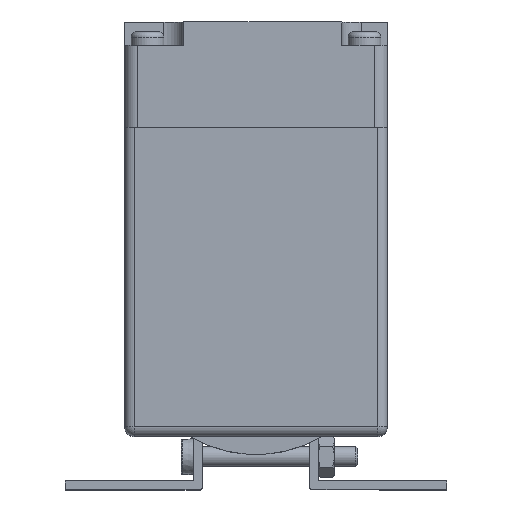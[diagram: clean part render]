
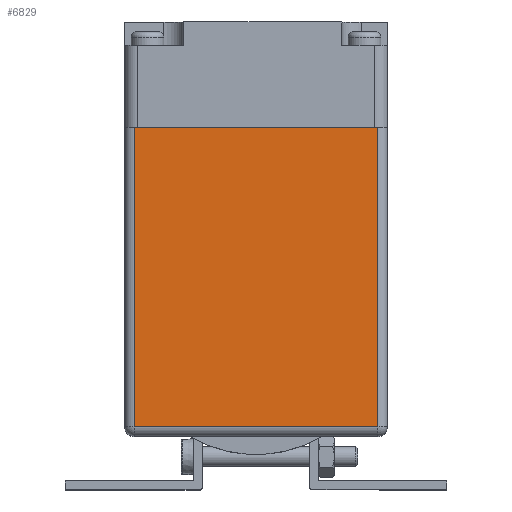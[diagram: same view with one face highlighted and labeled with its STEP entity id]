
A CAD part, top view. The second image highlights one B-rep face of the part: STEP entity #6829.
In plain terms, the highlighted planar face has unit normal (0, 0, 1).
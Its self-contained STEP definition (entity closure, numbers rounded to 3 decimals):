
#487=PLANE('',#7383);
#769=FACE_OUTER_BOUND('',#1217,.T.);
#1217=EDGE_LOOP('',(#5268,#5269,#5270,#5271));
#1714=LINE('',#10456,#2273);
#1716=LINE('',#10459,#2275);
#1719=LINE('',#10466,#2278);
#1748=LINE('',#10560,#2307);
#2273=VECTOR('',#8483,10.);
#2275=VECTOR('',#8487,10.);
#2278=VECTOR('',#8494,10.);
#2307=VECTOR('',#8573,10.);
#3115=VERTEX_POINT('',#10399);
#3118=VERTEX_POINT('',#10409);
#3128=VERTEX_POINT('',#10454);
#3129=VERTEX_POINT('',#10462);
#3883=EDGE_CURVE('',#3128,#3118,#1714,.T.);
#3885=EDGE_CURVE('',#3118,#3115,#1716,.T.);
#3889=EDGE_CURVE('',#3115,#3129,#1719,.T.);
#3929=EDGE_CURVE('',#3128,#3129,#1748,.T.);
#5268=ORIENTED_EDGE('',*,*,#3883,.F.);
#5269=ORIENTED_EDGE('',*,*,#3929,.T.);
#5270=ORIENTED_EDGE('',*,*,#3889,.F.);
#5271=ORIENTED_EDGE('',*,*,#3885,.F.);
#6829=ADVANCED_FACE('',(#769),#487,.T.);
#7383=AXIS2_PLACEMENT_3D('',#10561,#8574,#8575);
#8483=DIRECTION('',(0.,-1.,0.));
#8487=DIRECTION('',(-1.,0.,0.));
#8494=DIRECTION('',(0.,1.,0.));
#8573=DIRECTION('',(-1.,0.,0.));
#8574=DIRECTION('center_axis',(0.,0.,1.));
#8575=DIRECTION('ref_axis',(1.,0.,0.));
#10399=CARTESIAN_POINT('',(-18.5,9.5,86.));
#10409=CARTESIAN_POINT('',(18.5,9.5,86.));
#10454=CARTESIAN_POINT('',(18.5,55.,86.));
#10456=CARTESIAN_POINT('',(18.5,23.75,86.));
#10459=CARTESIAN_POINT('',(-10.,9.5,86.));
#10462=CARTESIAN_POINT('',(-18.5,55.,86.));
#10466=CARTESIAN_POINT('',(-18.5,55.25,86.));
#10560=CARTESIAN_POINT('',(0.,55.,86.));
#10561=CARTESIAN_POINT('Origin',(0.,39.5,86.));
